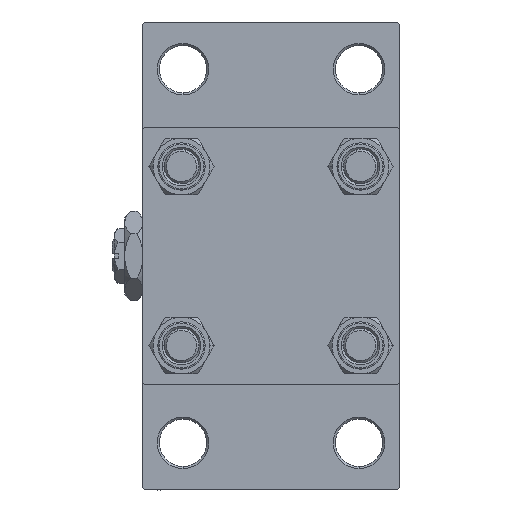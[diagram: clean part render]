
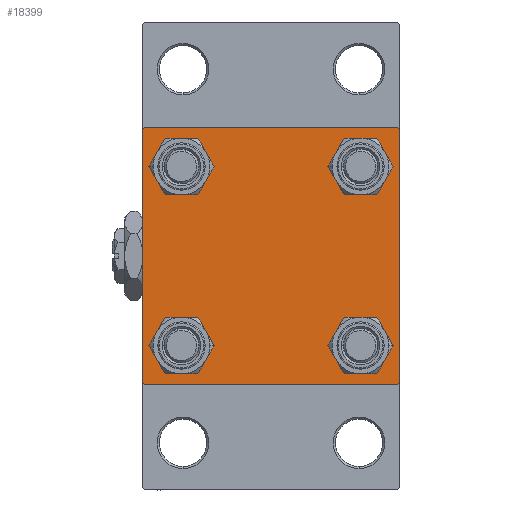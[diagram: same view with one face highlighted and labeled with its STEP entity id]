
A CAD part, left-side view. The second image highlights one B-rep face of the part: STEP entity #18399.
In plain terms, the highlighted planar face has unit normal (-1, 0, 0).
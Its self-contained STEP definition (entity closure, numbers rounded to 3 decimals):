
#43 = EDGE_CURVE ( 'NONE', #8466, #43074, #24138, .T. ) ;
#87 = VERTEX_POINT ( 'NONE', #43614 ) ;
#229 = EDGE_CURVE ( 'NONE', #30759, #12688, #40303, .T. ) ;
#413 = CARTESIAN_POINT ( 'NONE',  ( 0., -20.85, 20.85 ) ) ;
#431 = DIRECTION ( 'NONE',  ( 1., 0., 0. ) ) ;
#482 = VERTEX_POINT ( 'NONE', #43052 ) ;
#655 = CARTESIAN_POINT ( 'NONE',  ( 0., -20.85, -25.35 ) ) ;
#928 = CARTESIAN_POINT ( 'NONE',  ( 0., 20.85, 16.35 ) ) ;
#1370 = AXIS2_PLACEMENT_3D ( 'NONE', #4208, #431, #18890 ) ;
#1542 = DIRECTION ( 'NONE',  ( 0., 0., 1. ) ) ;
#1545 = DIRECTION ( 'NONE',  ( 0., -0.707, -0.707 ) ) ;
#2107 = CARTESIAN_POINT ( 'NONE',  ( 0., 20.85, -20.85 ) ) ;
#2153 = VERTEX_POINT ( 'NONE', #17282 ) ;
#3153 = VERTEX_POINT ( 'NONE', #10640 ) ;
#3537 = VERTEX_POINT ( 'NONE', #8789 ) ;
#3663 = CARTESIAN_POINT ( 'NONE',  ( 0., 20.85, -20.85 ) ) ;
#3683 = LINE ( 'NONE', #34292, #10285 ) ;
#3906 = FACE_BOUND ( 'NONE', #8321, .T. ) ;
#3910 = ORIENTED_EDGE ( 'NONE', *, *, #43, .T. ) ;
#4208 = CARTESIAN_POINT ( 'NONE',  ( 0., 20.85, 20.85 ) ) ;
#4454 = LINE ( 'NONE', #16083, #45392 ) ;
#4648 = EDGE_LOOP ( 'NONE', ( #16169, #43373 ) ) ;
#4926 = CARTESIAN_POINT ( 'NONE',  ( 0., 30., -30. ) ) ;
#5162 = AXIS2_PLACEMENT_3D ( 'NONE', #413, #12036, #19869 ) ;
#5910 = LINE ( 'NONE', #17305, #11925 ) ;
#6271 = CARTESIAN_POINT ( 'NONE',  ( 0., 30., 29.5 ) ) ;
#6386 = AXIS2_PLACEMENT_3D ( 'NONE', #14268, #25391, #44866 ) ;
#6417 = EDGE_CURVE ( 'NONE', #32794, #482, #43642, .T. ) ;
#6491 = VERTEX_POINT ( 'NONE', #41867 ) ;
#6719 = ORIENTED_EDGE ( 'NONE', *, *, #26441, .T. ) ;
#7794 = AXIS2_PLACEMENT_3D ( 'NONE', #11749, #19326, #39807 ) ;
#8178 = EDGE_CURVE ( 'NONE', #482, #32794, #25908, .T. ) ;
#8321 = EDGE_LOOP ( 'NONE', ( #45410, #27658 ) ) ;
#8466 = VERTEX_POINT ( 'NONE', #43646 ) ;
#8766 = EDGE_CURVE ( 'NONE', #43074, #3537, #20825, .T. ) ;
#8789 = CARTESIAN_POINT ( 'NONE',  ( 0., -30., -29.5 ) ) ;
#9083 = CARTESIAN_POINT ( 'NONE',  ( 0., 30., -29.5 ) ) ;
#10285 = VECTOR ( 'NONE', #18608, 1000. ) ;
#10640 = CARTESIAN_POINT ( 'NONE',  ( 0., -20.85, 16.35 ) ) ;
#10998 = EDGE_CURVE ( 'NONE', #30083, #8466, #27838, .T. ) ;
#11231 = EDGE_CURVE ( 'NONE', #15263, #3537, #4454, .T. ) ;
#11478 = VECTOR ( 'NONE', #1545, 1000. ) ;
#11655 = ORIENTED_EDGE ( 'NONE', *, *, #37937, .T. ) ;
#11749 = CARTESIAN_POINT ( 'NONE',  ( 0., 0., 0. ) ) ;
#11925 = VECTOR ( 'NONE', #21333, 1000. ) ;
#12036 = DIRECTION ( 'NONE',  ( 1., 0., 0. ) ) ;
#12196 = VECTOR ( 'NONE', #32481, 1000. ) ;
#12256 = CARTESIAN_POINT ( 'NONE',  ( 0., 20.85, 25.35 ) ) ;
#12499 = CARTESIAN_POINT ( 'NONE',  ( 0., -29.75, -29.75 ) ) ;
#12688 = VERTEX_POINT ( 'NONE', #928 ) ;
#12919 = CARTESIAN_POINT ( 'NONE',  ( 0., -20.85, 20.85 ) ) ;
#13527 = DIRECTION ( 'NONE',  ( 0., -1., 0. ) ) ;
#14169 = CARTESIAN_POINT ( 'NONE',  ( 0., -29.75, 29.75 ) ) ;
#14268 = CARTESIAN_POINT ( 'NONE',  ( 0., 20.85, 20.85 ) ) ;
#14407 = VERTEX_POINT ( 'NONE', #26296 ) ;
#15263 = VERTEX_POINT ( 'NONE', #39453 ) ;
#16083 = CARTESIAN_POINT ( 'NONE',  ( 0., -30., 30. ) ) ;
#16169 = ORIENTED_EDGE ( 'NONE', *, *, #8178, .T. ) ;
#17220 = CIRCLE ( 'NONE', #48700, 4.5 ) ;
#17282 = CARTESIAN_POINT ( 'NONE',  ( 0., 20.85, -25.35 ) ) ;
#17305 = CARTESIAN_POINT ( 'NONE',  ( 0., 30., 30. ) ) ;
#17500 = CIRCLE ( 'NONE', #1370, 4.5 ) ;
#17617 = DIRECTION ( 'NONE',  ( 1., 0., 0. ) ) ;
#17652 = LINE ( 'NONE', #18388, #26111 ) ;
#18388 = CARTESIAN_POINT ( 'NONE',  ( 0., 29.75, 29.75 ) ) ;
#18399 = ADVANCED_FACE ( 'NONE', ( #34516, #38552, #3906, #33532, #29721 ), #45141, .T. ) ;
#18608 = DIRECTION ( 'NONE',  ( 0., 0., -1. ) ) ;
#18890 = DIRECTION ( 'NONE',  ( 0., 0., 1. ) ) ;
#19326 = DIRECTION ( 'NONE',  ( -1., 0., 0. ) ) ;
#19689 = CIRCLE ( 'NONE', #47951, 4.5 ) ;
#19869 = DIRECTION ( 'NONE',  ( 0., 0., 1. ) ) ;
#20662 = DIRECTION ( 'NONE',  ( 0., 0., 1. ) ) ;
#20825 = LINE ( 'NONE', #12499, #12196 ) ;
#21333 = DIRECTION ( 'NONE',  ( 0., -1., 0. ) ) ;
#21880 = DIRECTION ( 'NONE',  ( 0., 0., 1. ) ) ;
#23104 = ORIENTED_EDGE ( 'NONE', *, *, #229, .T. ) ;
#23396 = EDGE_LOOP ( 'NONE', ( #40416, #39715, #3910, #41598, #49512, #6719, #23700, #45212 ) ) ;
#23700 = ORIENTED_EDGE ( 'NONE', *, *, #39883, .F. ) ;
#24138 = LINE ( 'NONE', #4926, #45903 ) ;
#24411 = EDGE_CURVE ( 'NONE', #87, #3153, #45496, .T. ) ;
#25287 = ORIENTED_EDGE ( 'NONE', *, *, #24411, .T. ) ;
#25391 = DIRECTION ( 'NONE',  ( 1., 0., 0. ) ) ;
#25500 = CARTESIAN_POINT ( 'NONE',  ( 0., 20.85, -16.35 ) ) ;
#25841 = AXIS2_PLACEMENT_3D ( 'NONE', #32564, #17617, #20662 ) ;
#25908 = CIRCLE ( 'NONE', #28335, 4.5 ) ;
#26111 = VECTOR ( 'NONE', #48474, 1000. ) ;
#26296 = CARTESIAN_POINT ( 'NONE',  ( 0., -29.5, 30. ) ) ;
#26300 = EDGE_CURVE ( 'NONE', #3153, #87, #17220, .T. ) ;
#26441 = EDGE_CURVE ( 'NONE', #15263, #14407, #41208, .T. ) ;
#26829 = AXIS2_PLACEMENT_3D ( 'NONE', #3663, #49910, #21880 ) ;
#27517 = EDGE_CURVE ( 'NONE', #6491, #36107, #17652, .T. ) ;
#27658 = ORIENTED_EDGE ( 'NONE', *, *, #47742, .T. ) ;
#27838 = LINE ( 'NONE', #28602, #11478 ) ;
#28335 = AXIS2_PLACEMENT_3D ( 'NONE', #41911, #33345, #34334 ) ;
#28602 = CARTESIAN_POINT ( 'NONE',  ( 0., 29.75, -29.75 ) ) ;
#28821 = EDGE_CURVE ( 'NONE', #41457, #2153, #19689, .T. ) ;
#29574 = DIRECTION ( 'NONE',  ( 0., 0.707, 0.707 ) ) ;
#29721 = FACE_OUTER_BOUND ( 'NONE', #23396, .T. ) ;
#30083 = VERTEX_POINT ( 'NONE', #9083 ) ;
#30131 = VECTOR ( 'NONE', #29574, 1000. ) ;
#30759 = VERTEX_POINT ( 'NONE', #12256 ) ;
#31012 = DIRECTION ( 'NONE',  ( 0., 0., -1. ) ) ;
#32481 = DIRECTION ( 'NONE',  ( 0., -0.707, 0.707 ) ) ;
#32564 = CARTESIAN_POINT ( 'NONE',  ( 0., -20.85, -20.85 ) ) ;
#32794 = VERTEX_POINT ( 'NONE', #655 ) ;
#33345 = DIRECTION ( 'NONE',  ( 1., 0., 0. ) ) ;
#33532 = FACE_BOUND ( 'NONE', #36979, .T. ) ;
#34292 = CARTESIAN_POINT ( 'NONE',  ( 0., 30., 30. ) ) ;
#34334 = DIRECTION ( 'NONE',  ( 0., 0., 1. ) ) ;
#34516 = FACE_BOUND ( 'NONE', #41219, .T. ) ;
#35405 = EDGE_CURVE ( 'NONE', #36107, #30083, #3683, .T. ) ;
#36107 = VERTEX_POINT ( 'NONE', #6271 ) ;
#36514 = DIRECTION ( 'NONE',  ( 0., 0., 1. ) ) ;
#36979 = EDGE_LOOP ( 'NONE', ( #23104, #11655 ) ) ;
#37937 = EDGE_CURVE ( 'NONE', #12688, #30759, #17500, .T. ) ;
#38552 = FACE_BOUND ( 'NONE', #4648, .T. ) ;
#39453 = CARTESIAN_POINT ( 'NONE',  ( 0., -30., 29.5 ) ) ;
#39715 = ORIENTED_EDGE ( 'NONE', *, *, #10998, .T. ) ;
#39807 = DIRECTION ( 'NONE',  ( 0., 0., 1. ) ) ;
#39883 = EDGE_CURVE ( 'NONE', #6491, #14407, #5910, .T. ) ;
#40303 = CIRCLE ( 'NONE', #6386, 4.5 ) ;
#40416 = ORIENTED_EDGE ( 'NONE', *, *, #35405, .T. ) ;
#41208 = LINE ( 'NONE', #14169, #30131 ) ;
#41219 = EDGE_LOOP ( 'NONE', ( #25287, #45690 ) ) ;
#41457 = VERTEX_POINT ( 'NONE', #25500 ) ;
#41598 = ORIENTED_EDGE ( 'NONE', *, *, #8766, .T. ) ;
#41867 = CARTESIAN_POINT ( 'NONE',  ( 0., 29.5, 30. ) ) ;
#41911 = CARTESIAN_POINT ( 'NONE',  ( 0., -20.85, -20.85 ) ) ;
#43052 = CARTESIAN_POINT ( 'NONE',  ( 0., -20.85, -16.35 ) ) ;
#43074 = VERTEX_POINT ( 'NONE', #45354 ) ;
#43373 = ORIENTED_EDGE ( 'NONE', *, *, #6417, .T. ) ;
#43581 = DIRECTION ( 'NONE',  ( 1., 0., 0. ) ) ;
#43614 = CARTESIAN_POINT ( 'NONE',  ( 0., -20.85, 25.35 ) ) ;
#43642 = CIRCLE ( 'NONE', #25841, 4.5 ) ;
#43646 = CARTESIAN_POINT ( 'NONE',  ( 0., 29.5, -30. ) ) ;
#43769 = DIRECTION ( 'NONE',  ( 1., 0., 0. ) ) ;
#44866 = DIRECTION ( 'NONE',  ( 0., 0., 1. ) ) ;
#45141 = PLANE ( 'NONE',  #7794 ) ;
#45212 = ORIENTED_EDGE ( 'NONE', *, *, #27517, .T. ) ;
#45354 = CARTESIAN_POINT ( 'NONE',  ( 0., -29.5, -30. ) ) ;
#45392 = VECTOR ( 'NONE', #31012, 1000. ) ;
#45410 = ORIENTED_EDGE ( 'NONE', *, *, #28821, .T. ) ;
#45496 = CIRCLE ( 'NONE', #5162, 4.5 ) ;
#45690 = ORIENTED_EDGE ( 'NONE', *, *, #26300, .T. ) ;
#45903 = VECTOR ( 'NONE', #13527, 1000. ) ;
#47742 = EDGE_CURVE ( 'NONE', #2153, #41457, #47867, .T. ) ;
#47867 = CIRCLE ( 'NONE', #26829, 4.5 ) ;
#47951 = AXIS2_PLACEMENT_3D ( 'NONE', #2107, #43581, #36514 ) ;
#48474 = DIRECTION ( 'NONE',  ( 0., 0.707, -0.707 ) ) ;
#48700 = AXIS2_PLACEMENT_3D ( 'NONE', #12919, #43769, #1542 ) ;
#49512 = ORIENTED_EDGE ( 'NONE', *, *, #11231, .F. ) ;
#49910 = DIRECTION ( 'NONE',  ( 1., 0., 0. ) ) ;
